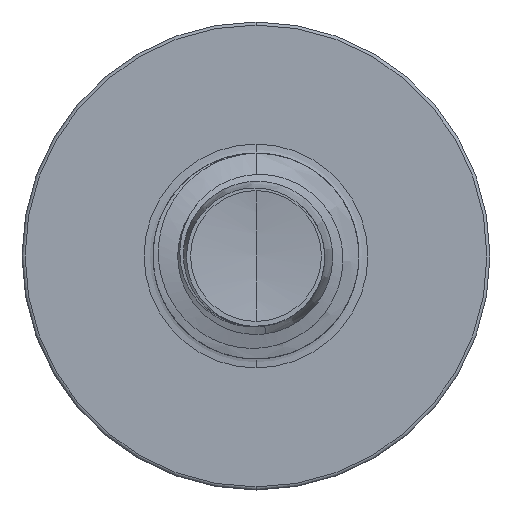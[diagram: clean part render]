
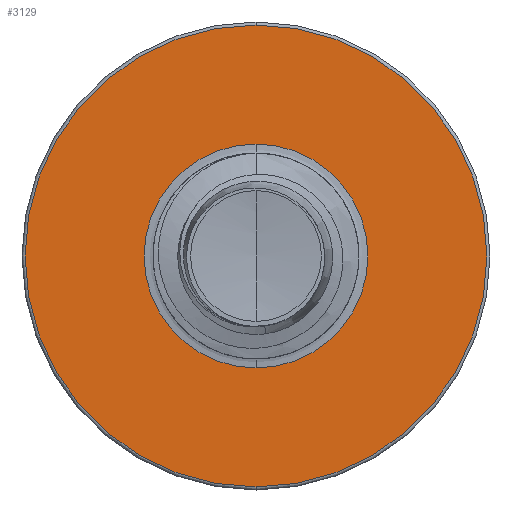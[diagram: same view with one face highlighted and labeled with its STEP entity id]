
A CAD part, front view. The second image highlights one B-rep face of the part: STEP entity #3129.
In plain terms, the highlighted planar face has unit normal (0, -1, 0).
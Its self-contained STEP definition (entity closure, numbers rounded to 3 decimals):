
#616 = VERTEX_POINT ( 'NONE', #12486 ) ;
#725 = CIRCLE ( 'NONE', #1738, 1.196 ) ;
#1614 = AXIS2_PLACEMENT_3D ( 'NONE', #7691, #7410, #7153 ) ;
#1738 = AXIS2_PLACEMENT_3D ( 'NONE', #8324, #8191, #8055 ) ;
#3129 = ADVANCED_FACE ( 'NONE', ( #23592, #7669 ), #21809, .F. ) ;
#6243 = VERTEX_POINT ( 'NONE', #9528 ) ;
#6523 = DIRECTION ( 'NONE',  ( 0., 1., 0. ) ) ;
#6529 = CARTESIAN_POINT ( 'NONE',  ( 0., 8., 0. ) ) ;
#7153 = DIRECTION ( 'NONE',  ( 0., 0., 1. ) ) ;
#7410 = DIRECTION ( 'NONE',  ( 0., 1., 0. ) ) ;
#7669 = FACE_BOUND ( 'NONE', #9171, .T. ) ;
#7691 = CARTESIAN_POINT ( 'NONE',  ( 0., 8., 0. ) ) ;
#7800 = VERTEX_POINT ( 'NONE', #15961 ) ;
#8055 = DIRECTION ( 'NONE',  ( 0., 0., 1. ) ) ;
#8191 = DIRECTION ( 'NONE',  ( 0., 1., 0. ) ) ;
#8324 = CARTESIAN_POINT ( 'NONE',  ( 0., 8., 0. ) ) ;
#8352 = CIRCLE ( 'NONE', #1614, 2.467 ) ;
#8984 = AXIS2_PLACEMENT_3D ( 'NONE', #6529, #6523, #12346 ) ;
#9171 = EDGE_LOOP ( 'NONE', ( #20244, #20120 ) ) ;
#9528 = CARTESIAN_POINT ( 'NONE',  ( 0., 8., 1.196 ) ) ;
#11045 = AXIS2_PLACEMENT_3D ( 'NONE', #18938, #18915, #18912 ) ;
#12346 = DIRECTION ( 'NONE',  ( 0., 0., 1. ) ) ;
#12486 = CARTESIAN_POINT ( 'NONE',  ( 0., 8., 2.467 ) ) ;
#14720 = CARTESIAN_POINT ( 'NONE',  ( 0., 8., -2.467 ) ) ;
#15961 = CARTESIAN_POINT ( 'NONE',  ( 0., 8., -1.196 ) ) ;
#18912 = DIRECTION ( 'NONE',  ( 0., 0., 1. ) ) ;
#18915 = DIRECTION ( 'NONE',  ( 0., 1., 0. ) ) ;
#18930 = EDGE_LOOP ( 'NONE', ( #20470, #20425 ) ) ;
#18938 = CARTESIAN_POINT ( 'NONE',  ( 0., 8., 0. ) ) ;
#19302 = AXIS2_PLACEMENT_3D ( 'NONE', #21359, #21841, #21130 ) ;
#20120 = ORIENTED_EDGE ( 'NONE', *, *, #21191, .T. ) ;
#20244 = ORIENTED_EDGE ( 'NONE', *, *, #22187, .T. ) ;
#20425 = ORIENTED_EDGE ( 'NONE', *, *, #22192, .F. ) ;
#20470 = ORIENTED_EDGE ( 'NONE', *, *, #20633, .F. ) ;
#20633 = EDGE_CURVE ( 'NONE', #616, #22650, #20953, .T. ) ;
#20651 = CIRCLE ( 'NONE', #11045, 1.196 ) ;
#20953 = CIRCLE ( 'NONE', #8984, 2.467 ) ;
#21130 = DIRECTION ( 'NONE',  ( 0., 0., 1. ) ) ;
#21191 = EDGE_CURVE ( 'NONE', #7800, #6243, #20651, .T. ) ;
#21359 = CARTESIAN_POINT ( 'NONE',  ( 0., 8., -1.196 ) ) ;
#21809 = PLANE ( 'NONE',  #19302 ) ;
#21841 = DIRECTION ( 'NONE',  ( 0., 1., 0. ) ) ;
#22187 = EDGE_CURVE ( 'NONE', #6243, #7800, #725, .T. ) ;
#22192 = EDGE_CURVE ( 'NONE', #22650, #616, #8352, .T. ) ;
#22650 = VERTEX_POINT ( 'NONE', #14720 ) ;
#23592 = FACE_OUTER_BOUND ( 'NONE', #18930, .T. ) ;
